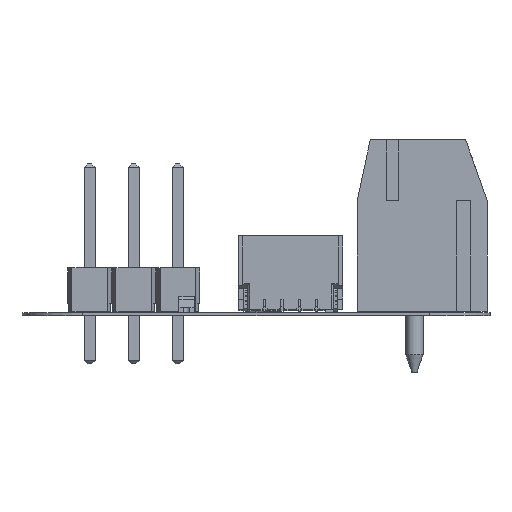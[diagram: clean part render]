
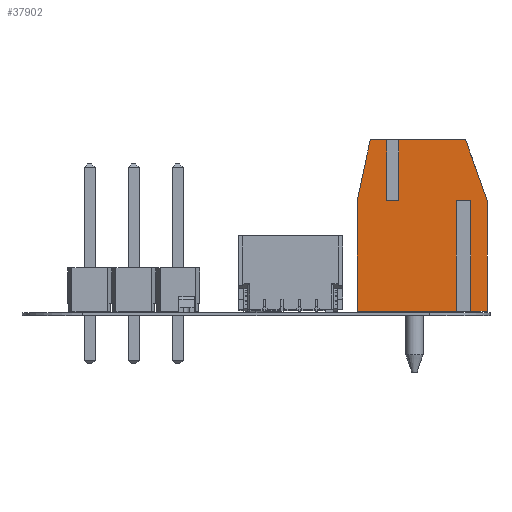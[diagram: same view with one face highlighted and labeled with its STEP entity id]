
A CAD part, left-side view. The second image highlights one B-rep face of the part: STEP entity #37902.
In plain terms, the highlighted face is planar.
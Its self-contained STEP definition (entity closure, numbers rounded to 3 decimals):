
#37902 = ADVANCED_FACE('',(#37903),#38017,.F.);
#37903 = FACE_BOUND('',#37904,.T.);
#37904 = EDGE_LOOP('',(#37905,#37915,#37923,#37931,#37939,#37947,#37955,
    #37963,#37971,#37979,#37987,#37995,#38003,#38011));
#37905 = ORIENTED_EDGE('',*,*,#37906,.F.);
#37906 = EDGE_CURVE('',#37907,#37909,#37911,.T.);
#37907 = VERTEX_POINT('',#37908);
#37908 = CARTESIAN_POINT('',(5.,2.025,1.45));
#37909 = VERTEX_POINT('',#37910);
#37910 = CARTESIAN_POINT('',(5.,2.025,-4.95));
#37911 = LINE('',#37912,#37913);
#37912 = CARTESIAN_POINT('',(5.,2.025,1.45));
#37913 = VECTOR('',#37914,1.);
#37914 = DIRECTION('',(0.,0.,-1.));
#37915 = ORIENTED_EDGE('',*,*,#37916,.F.);
#37916 = EDGE_CURVE('',#37917,#37907,#37919,.T.);
#37917 = VERTEX_POINT('',#37918);
#37918 = CARTESIAN_POINT('',(5.,2.725,1.45));
#37919 = LINE('',#37920,#37921);
#37920 = CARTESIAN_POINT('',(5.,2.725,1.45));
#37921 = VECTOR('',#37922,1.);
#37922 = DIRECTION('',(0.,-1.,0.));
#37923 = ORIENTED_EDGE('',*,*,#37924,.T.);
#37924 = EDGE_CURVE('',#37917,#37925,#37927,.T.);
#37925 = VERTEX_POINT('',#37926);
#37926 = CARTESIAN_POINT('',(5.,2.725,-4.95));
#37927 = LINE('',#37928,#37929);
#37928 = CARTESIAN_POINT('',(5.,2.725,1.45));
#37929 = VECTOR('',#37930,1.);
#37930 = DIRECTION('',(0.,0.,-1.));
#37931 = ORIENTED_EDGE('',*,*,#37932,.F.);
#37932 = EDGE_CURVE('',#37933,#37925,#37935,.T.);
#37933 = VERTEX_POINT('',#37934);
#37934 = CARTESIAN_POINT('',(5.,3.75,-4.95));
#37935 = LINE('',#37936,#37937);
#37936 = CARTESIAN_POINT('',(5.,3.75,-4.95));
#37937 = VECTOR('',#37938,1.);
#37938 = DIRECTION('',(0.,-1.,0.));
#37939 = ORIENTED_EDGE('',*,*,#37940,.F.);
#37940 = EDGE_CURVE('',#37941,#37933,#37943,.T.);
#37941 = VERTEX_POINT('',#37942);
#37942 = CARTESIAN_POINT('',(5.,3.75,1.45));
#37943 = LINE('',#37944,#37945);
#37944 = CARTESIAN_POINT('',(5.,3.75,4.95));
#37945 = VECTOR('',#37946,1.);
#37946 = DIRECTION('',(0.,0.,-1.));
#37947 = ORIENTED_EDGE('',*,*,#37948,.F.);
#37948 = EDGE_CURVE('',#37949,#37941,#37951,.T.);
#37949 = VERTEX_POINT('',#37950);
#37950 = CARTESIAN_POINT('',(5.,2.5,4.95));
#37951 = LINE('',#37952,#37953);
#37952 = CARTESIAN_POINT('',(5.,2.5,4.95));
#37953 = VECTOR('',#37954,1.);
#37954 = DIRECTION('',(0.,0.336,-0.942));
#37955 = ORIENTED_EDGE('',*,*,#37956,.F.);
#37956 = EDGE_CURVE('',#37957,#37949,#37959,.T.);
#37957 = VERTEX_POINT('',#37958);
#37958 = CARTESIAN_POINT('',(5.,-1.35,4.95));
#37959 = LINE('',#37960,#37961);
#37960 = CARTESIAN_POINT('',(5.,-3.75,4.95));
#37961 = VECTOR('',#37962,1.);
#37962 = DIRECTION('',(0.,1.,0.));
#37963 = ORIENTED_EDGE('',*,*,#37964,.F.);
#37964 = EDGE_CURVE('',#37965,#37957,#37967,.T.);
#37965 = VERTEX_POINT('',#37966);
#37966 = CARTESIAN_POINT('',(5.,-1.35,1.45));
#37967 = LINE('',#37968,#37969);
#37968 = CARTESIAN_POINT('',(5.,-1.35,1.45));
#37969 = VECTOR('',#37970,1.);
#37970 = DIRECTION('',(0.,0.,1.));
#37971 = ORIENTED_EDGE('',*,*,#37972,.F.);
#37972 = EDGE_CURVE('',#37973,#37965,#37975,.T.);
#37973 = VERTEX_POINT('',#37974);
#37974 = CARTESIAN_POINT('',(5.,-2.05,1.45));
#37975 = LINE('',#37976,#37977);
#37976 = CARTESIAN_POINT('',(5.,-2.05,1.45));
#37977 = VECTOR('',#37978,1.);
#37978 = DIRECTION('',(0.,1.,0.));
#37979 = ORIENTED_EDGE('',*,*,#37980,.T.);
#37980 = EDGE_CURVE('',#37973,#37981,#37983,.T.);
#37981 = VERTEX_POINT('',#37982);
#37982 = CARTESIAN_POINT('',(5.,-2.05,4.95));
#37983 = LINE('',#37984,#37985);
#37984 = CARTESIAN_POINT('',(5.,-2.05,1.45));
#37985 = VECTOR('',#37986,1.);
#37986 = DIRECTION('',(0.,0.,1.));
#37987 = ORIENTED_EDGE('',*,*,#37988,.F.);
#37988 = EDGE_CURVE('',#37989,#37981,#37991,.T.);
#37989 = VERTEX_POINT('',#37990);
#37990 = CARTESIAN_POINT('',(5.,-3.,4.95));
#37991 = LINE('',#37992,#37993);
#37992 = CARTESIAN_POINT('',(5.,-3.75,4.95));
#37993 = VECTOR('',#37994,1.);
#37994 = DIRECTION('',(0.,1.,0.));
#37995 = ORIENTED_EDGE('',*,*,#37996,.F.);
#37996 = EDGE_CURVE('',#37997,#37989,#37999,.T.);
#37997 = VERTEX_POINT('',#37998);
#37998 = CARTESIAN_POINT('',(5.,-3.75,1.45));
#37999 = LINE('',#38000,#38001);
#38000 = CARTESIAN_POINT('',(5.,-3.75,1.45));
#38001 = VECTOR('',#38002,1.);
#38002 = DIRECTION('',(0.,0.21,0.978));
#38003 = ORIENTED_EDGE('',*,*,#38004,.F.);
#38004 = EDGE_CURVE('',#38005,#37997,#38007,.T.);
#38005 = VERTEX_POINT('',#38006);
#38006 = CARTESIAN_POINT('',(5.,-3.75,-4.95));
#38007 = LINE('',#38008,#38009);
#38008 = CARTESIAN_POINT('',(5.,-3.75,-4.95));
#38009 = VECTOR('',#38010,1.);
#38010 = DIRECTION('',(0.,0.,1.));
#38011 = ORIENTED_EDGE('',*,*,#38012,.F.);
#38012 = EDGE_CURVE('',#37909,#38005,#38013,.T.);
#38013 = LINE('',#38014,#38015);
#38014 = CARTESIAN_POINT('',(5.,3.75,-4.95));
#38015 = VECTOR('',#38016,1.);
#38016 = DIRECTION('',(0.,-1.,0.));
#38017 = PLANE('',#38018);
#38018 = AXIS2_PLACEMENT_3D('',#38019,#38020,#38021);
#38019 = CARTESIAN_POINT('',(5.,0.,0.));
#38020 = DIRECTION('',(-1.,0.,0.));
#38021 = DIRECTION('',(0.,0.,1.));
